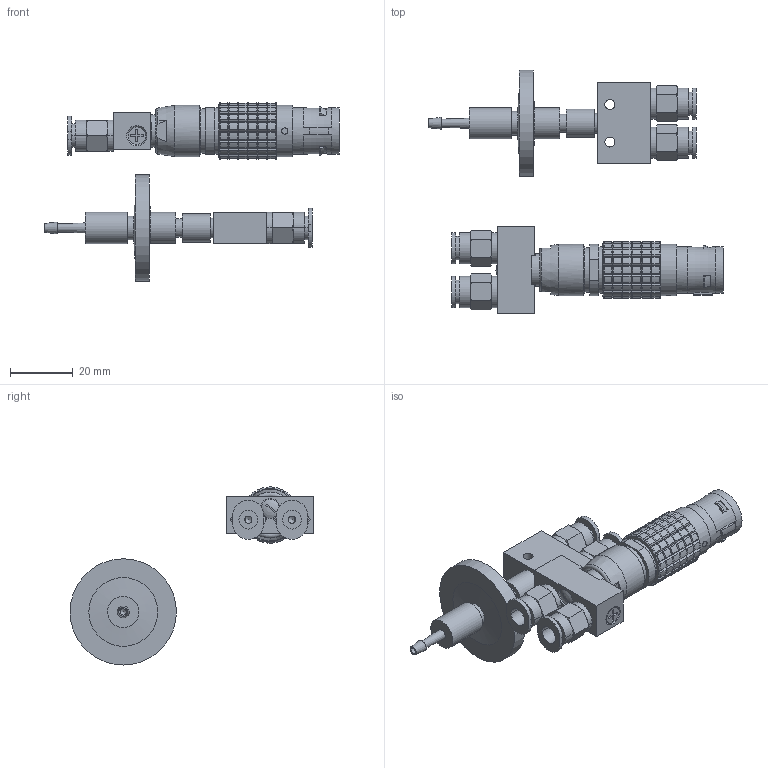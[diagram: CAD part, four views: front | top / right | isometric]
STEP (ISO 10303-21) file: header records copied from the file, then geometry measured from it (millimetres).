
FILE_DESCRIPTION(/* description */ (''),/* implementation_level */ '2;1');
FILE_NAME(/* name */ 'Adapter Fremd-SL.stp',/* time_stamp */ '2012-07-27T09:38:34+02:00',/* author */ (''),/* organization */ (''),/* preprocessor_version */ 'ST-DEVELOPER v11',/* originating_system */ 'SIEMENS UGS NX 6.0',/* authorisation */ '');
FILE_SCHEMA (('CONFIG_CONTROL_DESIGN'));
Length unit declared in the file: millimetre
Products named in the file (21): Isolationsteil 025 mit Ansen_001; Massehalbschale2_001; Massehalbschale1_001; FGG_3B_002; Spannschraube_001; Spannzange FGG.3B.792.DN_001; 200002526_001; Schlauch 2x4x15_001; O_Ring_1_78x1_02_001; 200002973_001; 200002319_001; Schlauchadapter 1_6-2_4 mm - MS_002; Sicherungsscheibe S3x5_5x0_45_A2_004; 20180161_001; 200001497_002; Anschluss Luer-1/4 28G - MS_002; Filtereinheit 0_45 my mit Ge_001; 200004350_001; 200004349_001; Lemo-Stecker komplett_003; 200002318_004
Assembly tree (28 placements, depth 3):
  200002318_004
    200004349_001
    200004350_001
    Filtereinheit 0_45 my mit Ge_001
    Anschluss Luer-1/4 28G - MS_002
    Lemo-Stecker komplett_003
      Spannzange FGG.3B.792.DN_001
      Spannschraube_001
      FGG_3B_002
      Massehalbschale1_001
      Massehalbschale2_001
      Isolationsteil 025 mit Ansen_001
    200001497_002  x3
    20180161_001
    Sicherungsscheibe S3x5_5x0_45_A2_004
    Schlauchadapter 1_6-2_4 mm - MS_002
    200002319_001  x2
    200002973_001
    O_Ring_1_78x1_02_001  x2
    Schlauch 2x4x15_001  x2
    200002526_001  x4
Bounding box: 94.3 x 78 x 56.99 mm (x, y, z)
Volume: 27146 mm3; surface area: 28221.2 mm2
Topology: 27 solids, 28 shells, 1063 faces, 2682 edges, 1733 vertices
Faces by surface type: cone 378, cylinder 341, plane 339, torus 4, sphere 1
Full cylindrical faces by diameter (mm): 0.7 x20, 0.8 x2, 1.5 x2, 1.7 x2, 1.9 x2, 2 x8, 2.15 x1, 2.459 x1, 2.5 x14, 2.6 x2, 3 x4, 3.2 x3, 3.3 x1, 3.4 x2, 3.99 x2, 4 x3, 4.3 x1, 4.351 x2, 4.4 x2, 4.54 x2, 5.5 x2, 5.6 x3, 5.8 x1, 6 x1, 6.35 x1, 6.5 x1, 7.6 x1, 8 x2, 9 x1, 10 x3
Entity records: 29851 total; most frequent: CARTESIAN_POINT 7180, ORIENTED_EDGE 4134, DIRECTION 4106, EDGE_CURVE 2067, AXIS2_PLACEMENT_3D 1751, VERTEX_POINT 1416, EDGE_LOOP 1103, ADVANCED_FACE 875
